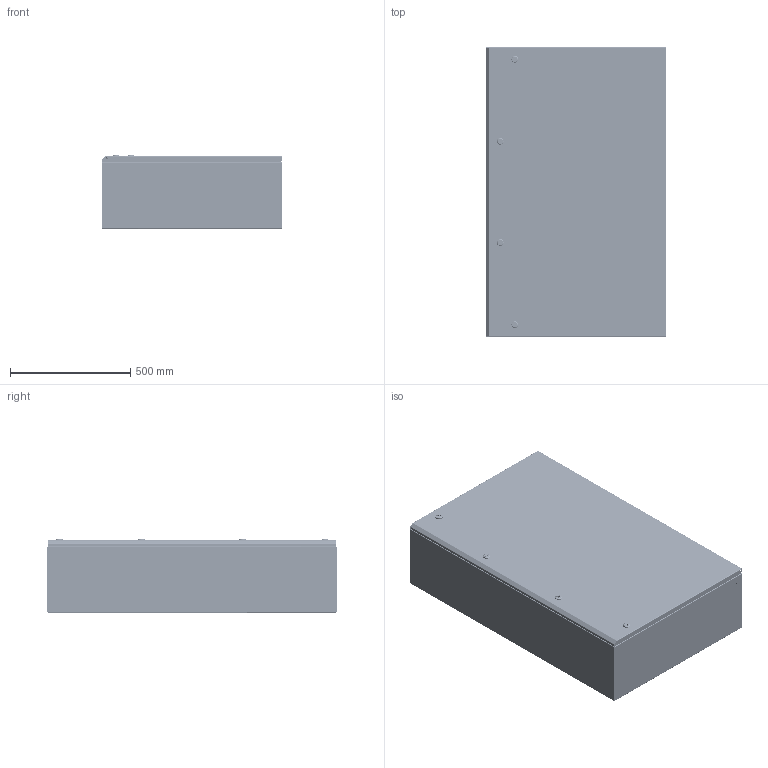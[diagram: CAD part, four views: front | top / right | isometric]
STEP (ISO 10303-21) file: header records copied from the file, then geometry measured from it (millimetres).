
FILE_DESCRIPTION (( 'STEP AP214' ), '1' );
FILE_NAME ('ﾌﾈ-3002 ﾙﾐﾍ KRATOS 120.75.30 IP66 PROXIMA EKF.STEP', '2024-08-09T12:22:48', ( '' ), ( '' ), 'SwSTEP 2.0', 'SolidWorks 2021', '' );
FILE_SCHEMA (( 'AUTOMOTIVE_DESIGN' ));
Length unit declared in the file: millimetre
Products named in the file (29): Ãàéêà êóçîâíàÿ Ì6; rivet 02_din_DIN 660-5x8-St-A-2; ÌÈ-3002.02.00.000 Íàïðàâëÿþùàÿ â ñáîðå; pan head cross recess screw_din_DIN EN ISO 7045 - M6 x 16 - Z - 16N; ÌÈ-3002.00.00.001 Ôàëüøïàíåëü; ÌÈ-3002.01.00.001 Ñòåíêà çàäíÿÿ; ÌÈ-3002.00.00.002 Ôàëüøïàíåëü; ﾌﾈ-2023.02.00.001 ﾄ粢; ÌÈ-2023.01.00.001 Ñòåíêà âåðõíÿÿ; Çàìîê áîëüøîé; pan head cross recess screw_din_DIN EN ISO 7045 - M6 x 16 - Z - 16C; ÓÊíà äâåðüÌÈ-2023; ÌÈ-3002.01.00.000 Êîðïóñ â ñáîðå; Øïèëüêà Ì6õ12; ÌÈ-3002.02.00.001 Íàïðàâëÿþùàÿ âåðòèêàëüíàÿ; hex flange nut_din_Hexagon Flange Nut DIN 6923 - M6 - N; ÌÈ-3001.03.00.000 Êðîíøòåéí â ñáîðå_Œˆ-2997.03.002.000-01; DIN-ðåéêà óñèëåííàÿ ïåðô. 1,5ìì L=698ìì (ñõåìàòè÷íî)_L=260; ÌÈ-3001.04.00.001 Êðîíøòåéí ñðåäíèé; ÌÈ-3001.04.00.000 Êðîíøòåéí ñðåäíèé â ñáîðå; Çàêëåïêà ãàå÷íàÿ Ì6; ÌÈ-3001.03.00.000 Êðîíøòåéí â ñáîðå; ﾌﾈ-3002 ﾙﾐﾍ KRATOS 120.75.30 IP66 PROXIMA EKF; ÌÈ-2023.02.00.000 Äâåðü â ñáîðå; Îñü ïåòëè 4õ52_‚¨­â A.M4x0,5x40 ƒŽ‘’ 11644-75; Ïåòëÿ íà äâåðü ï-îáðàçíàÿ; ÌÈ-2023.01.00.001 Ñòåíêà âåðõíÿÿ_¡¥§ ä« ­æ  ; ﾌﾈ-3001.03.00.001 ﾊ煇鳫; Íàâåñêà íà êîðïóñ ïîä êëåïêó
Assembly tree (121 placements, depth 3):
  ﾌﾈ-3002 ﾙﾐﾍ KRATOS 120.75.30 IP66 PROXIMA EKF
    ÌÈ-3002.01.00.000 Êîðïóñ â ñáîðå
      ÌÈ-3002.01.00.001 Ñòåíêà çàäíÿÿ
      ÌÈ-2023.01.00.001 Ñòåíêà âåðõíÿÿ
      Øïèëüêà Ì6õ12  x12
      ÌÈ-2023.01.00.001 Ñòåíêà âåðõíÿÿ_¡¥§ ä« ­æ  
    ÌÈ-2023.02.00.000 Äâåðü â ñáîðå
      ﾌﾈ-2023.02.00.001 ﾄ粢
      ÓÊíà äâåðüÌÈ-2023
      Øïèëüêà Ì6õ12  x2
      Çàìîê áîëüøîé  x4
      Ïåòëÿ íà äâåðü ï-îáðàçíàÿ  x4
    hex flange nut_din_Hexagon Flange Nut DIN 6923 - M6 - N  x13
    Íàâåñêà íà êîðïóñ ïîä êëåïêó  x4
    rivet 02_din_DIN 660-5x8-St-A-2  x8
    Îñü ïåòëè 4õ52_‚¨­â A.M4x0,5x40 ƒŽ‘’ 11644-75  x4
    ÌÈ-3001.03.00.000 Êðîíøòåéí â ñáîðå_Œˆ-2997.03.002.000-01  x2
      ﾌﾈ-3001.03.00.001 ﾊ煇鳫
      Ãàéêà êóçîâíàÿ Ì6
    ÌÈ-3001.03.00.000 Êðîíøòåéí â ñáîðå  x2
      ﾌﾈ-3001.03.00.001 ﾊ煇鳫
      Ãàéêà êóçîâíàÿ Ì6
    ÌÈ-3002.02.00.000 Íàïðàâëÿþùàÿ â ñáîðå  x2
      ÌÈ-3002.02.00.001 Íàïðàâëÿþùàÿ âåðòèêàëüíàÿ
      Çàêëåïêà ãàå÷íàÿ Ì6
    pan head cross recess screw_din_DIN EN ISO 7045 - M6 x 16 - Z - 16N  x21
    DIN-ðåéêà óñèëåííàÿ ïåðô. 1,5ìì L=698ìì (ñõåìàòè÷íî)_L=260  x7
    pan head cross recess screw_din_DIN EN ISO 7045 - M6 x 16 - Z - 16C  x7
    ÌÈ-3002.00.00.001 Ôàëüøïàíåëü
    ÌÈ-3001.04.00.000 Êðîíøòåéí ñðåäíèé â ñáîðå  x2
      ÌÈ-3001.04.00.001 Êðîíøòåéí ñðåäíèé
      Ãàéêà êóçîâíàÿ Ì6
    ÌÈ-3002.00.00.002 Ôàëüøïàíåëü
Bounding box: 750.8 x 1200.8 x 306.34 mm (x, y, z)
Volume: 6275823 mm3; surface area: 8902197.8 mm2
Topology: 129 solids, 149 shells, 5776 faces, 14460 edges, 9036 vertices
Faces by surface type: plane 3158, cylinder 1726, cone 472, torus 242, bspline 122, sphere 56
Entity records: 45816 total; most frequent: CARTESIAN_POINT 10163, DIRECTION 6844, ORIENTED_EDGE 6686, EDGE_CURVE 3343, AXIS2_PLACEMENT_3D 2284, LINE 2276, VECTOR 2276, VERTEX_POINT 2083
